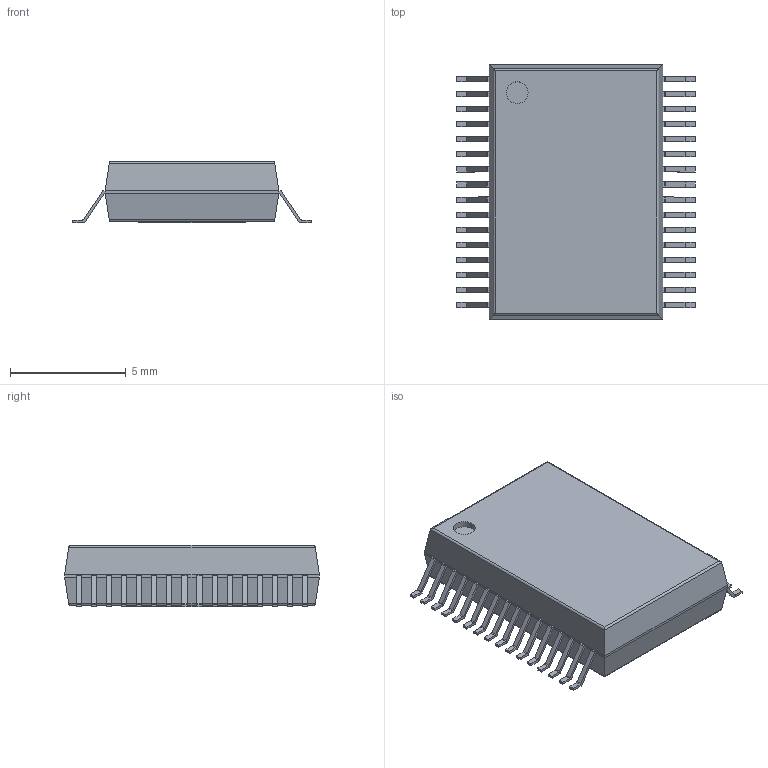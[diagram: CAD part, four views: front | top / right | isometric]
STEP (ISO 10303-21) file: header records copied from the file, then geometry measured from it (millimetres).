
FILE_DESCRIPTION(('FreeCAD Model'),'2;1');
FILE_NAME('1131111.1.1.stp','2021-01-27T11:43:28',( 'Author'),(''),'Open CASCADE STEP processor 6.9','FreeCAD','Unknown' );
FILE_SCHEMA(('AUTOMOTIVE_DESIGN { 1 0 10303 214 1 1 1 1 }'));
Length unit declared in the file: millimetre
Products named in the file (4): ASSEMBLY; Body; PinsArrayLR; ThermalPad
Assembly tree (3 placements, depth 2):
  ASSEMBLY
    Body
    PinsArrayLR
    ThermalPad
Bounding box: 10.3 x 11 x 2.65 mm (x, y, z)
Volume: 208.6 mm3; surface area: 344.4 mm2
Topology: 34 solids, 34 shells, 446 faces, 1115 edges, 738 vertices
Faces by surface type: plane 341, cylinder 105
Full cylindrical faces by diameter (mm): 0.938 x1
Entity records: 28313 total; most frequent: CARTESIAN_POINT 5305, DIRECTION 4267, LINE 2865, VECTOR 2865, ORIENTED_EDGE 2230, PCURVE 2230, DEFINITIONAL_REPRESENTATION 2230, EDGE_CURVE 1115
